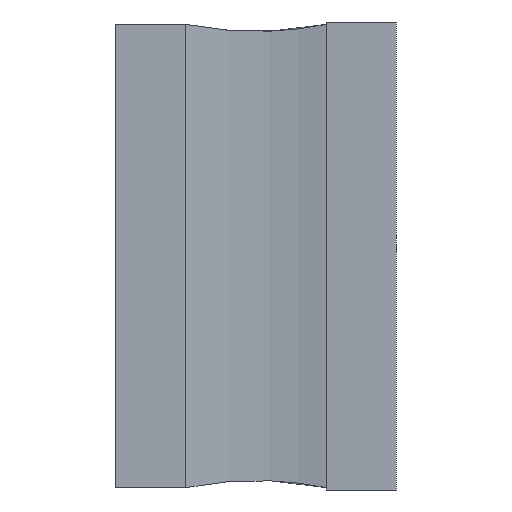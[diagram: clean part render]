
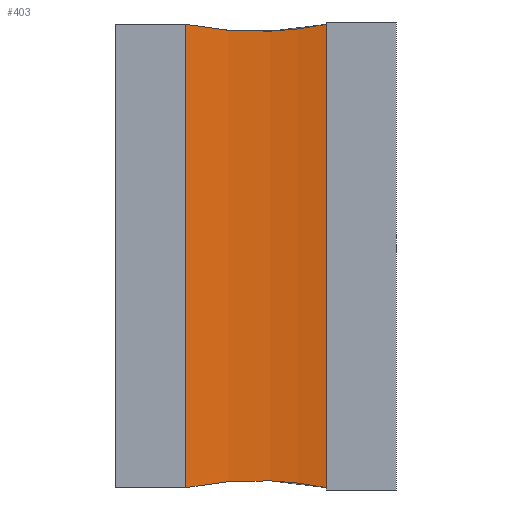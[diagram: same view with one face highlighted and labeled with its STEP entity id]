
A CAD part, left-side view. The second image highlights one B-rep face of the part: STEP entity #403.
In plain terms, the highlighted cylindrical face has radius 1.5 mm (diameter 3 mm), a partial arc.
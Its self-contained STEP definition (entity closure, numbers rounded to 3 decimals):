
#123 = EDGE_CURVE('',#124,#126,#128,.T.);
#124 = VERTEX_POINT('',#125);
#125 = CARTESIAN_POINT('',(-1.25,0.29,-0.99));
#126 = VERTEX_POINT('',#127);
#127 = CARTESIAN_POINT('',(-1.25,0.29,0.99));
#128 = LINE('',#129,#130);
#129 = CARTESIAN_POINT('',(-1.25,0.29,0.99));
#130 = VECTOR('',#131,1.);
#131 = DIRECTION('',(-0.,-0.,1.));
#235 = EDGE_CURVE('',#236,#238,#240,.T.);
#236 = VERTEX_POINT('',#237);
#237 = CARTESIAN_POINT('',(-1.25,0.89,-0.99));
#238 = VERTEX_POINT('',#239);
#239 = CARTESIAN_POINT('',(-1.25,0.89,0.99));
#240 = LINE('',#241,#242);
#241 = CARTESIAN_POINT('',(-1.25,0.89,0.));
#242 = VECTOR('',#243,1.);
#243 = DIRECTION('',(-0.,-0.,1.));
#371 = EDGE_CURVE('',#238,#126,#372,.T.);
#372 = ( BOUNDED_CURVE() B_SPLINE_CURVE(3,(#373,#374,#375,#376),
.UNSPECIFIED.,.F.,.F.) B_SPLINE_CURVE_WITH_KNOTS((4,4),(2.94,
3.343),.PIECEWISE_BEZIER_KNOTS.) CURVE() 
GEOMETRIC_REPRESENTATION_ITEM() RATIONAL_B_SPLINE_CURVE((1.,
0.987,0.987,1.)) REPRESENTATION_ITEM('') );
#373 = CARTESIAN_POINT('',(-1.25,0.89,0.99));
#374 = CARTESIAN_POINT('',(-1.209,0.691,0.949)
  );
#375 = CARTESIAN_POINT('',(-1.209,0.489,0.949)
  );
#376 = CARTESIAN_POINT('',(-1.25,0.29,0.99));
#403 = ADVANCED_FACE('',(#404),#416,.F.);
#404 = FACE_BOUND('',#405,.F.);
#405 = EDGE_LOOP('',(#406,#407,#414,#415));
#406 = ORIENTED_EDGE('',*,*,#123,.F.);
#407 = ORIENTED_EDGE('',*,*,#408,.F.);
#408 = EDGE_CURVE('',#236,#124,#409,.T.);
#409 = ( BOUNDED_CURVE() B_SPLINE_CURVE(3,(#410,#411,#412,#413),
.UNSPECIFIED.,.F.,.F.) B_SPLINE_CURVE_WITH_KNOTS((4,4),(2.94,
3.343),.PIECEWISE_BEZIER_KNOTS.) CURVE() 
GEOMETRIC_REPRESENTATION_ITEM() RATIONAL_B_SPLINE_CURVE((1.,
0.987,0.987,1.)) REPRESENTATION_ITEM('') );
#410 = CARTESIAN_POINT('',(-1.25,0.89,-0.99));
#411 = CARTESIAN_POINT('',(-1.209,0.691,-0.949)
  );
#412 = CARTESIAN_POINT('',(-1.209,0.489,-0.949)
  );
#413 = CARTESIAN_POINT('',(-1.25,0.29,-0.99));
#414 = ORIENTED_EDGE('',*,*,#235,.T.);
#415 = ORIENTED_EDGE('',*,*,#371,.T.);
#416 = CYLINDRICAL_SURFACE('',#417,1.5);
#417 = AXIS2_PLACEMENT_3D('',#418,#419,#420);
#418 = CARTESIAN_POINT('',(-2.72,0.59,0.99));
#419 = DIRECTION('',(-0.,-0.,-1.));
#420 = DIRECTION('',(-1.,0.,0.));
